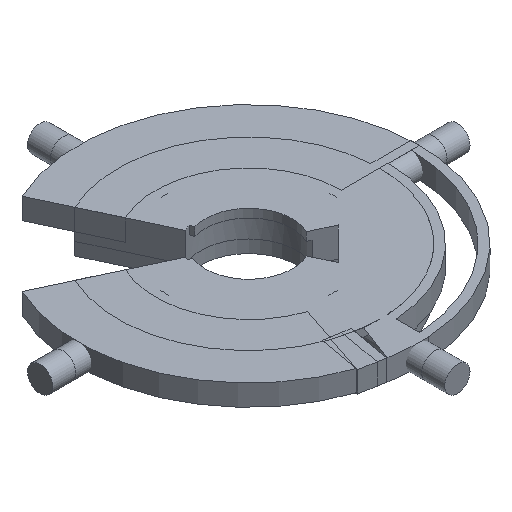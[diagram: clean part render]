
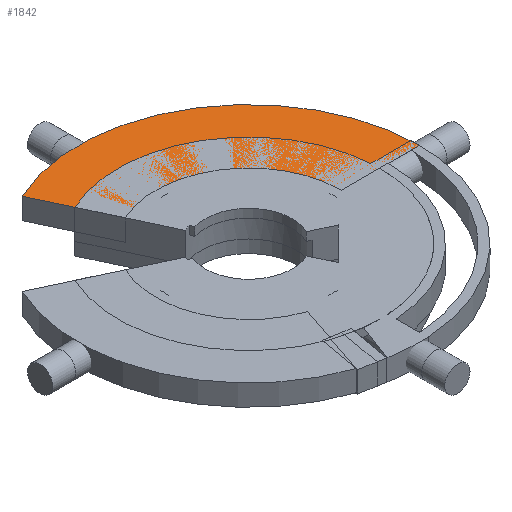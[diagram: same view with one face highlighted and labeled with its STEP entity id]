
A CAD part, isometric view. The second image highlights one B-rep face of the part: STEP entity #1842.
In plain terms, the highlighted planar face has unit normal (0, 0, 1).
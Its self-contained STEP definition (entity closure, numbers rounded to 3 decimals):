
#161=FACE_OUTER_BOUND('',#277,.T.);
#277=EDGE_LOOP('',(#1542,#1543,#1544,#1545));
#354=CIRCLE('',#2024,11.);
#356=CIRCLE('',#2028,20.21);
#511=LINE('',#3010,#698);
#516=LINE('',#3024,#703);
#698=VECTOR('',#2460,10.);
#703=VECTOR('',#2473,10.);
#868=VERTEX_POINT('',#3008);
#869=VERTEX_POINT('',#3009);
#872=VERTEX_POINT('',#3017);
#874=VERTEX_POINT('',#3023);
#1096=EDGE_CURVE('',#868,#869,#511,.T.);
#1100=EDGE_CURVE('',#872,#868,#354,.T.);
#1103=EDGE_CURVE('',#872,#874,#516,.T.);
#1106=EDGE_CURVE('',#874,#869,#356,.T.);
#1542=ORIENTED_EDGE('',*,*,#1106,.T.);
#1543=ORIENTED_EDGE('',*,*,#1096,.F.);
#1544=ORIENTED_EDGE('',*,*,#1100,.F.);
#1545=ORIENTED_EDGE('',*,*,#1103,.T.);
#1739=PLANE('',#2030);
#1842=ADVANCED_FACE('',(#161),#1739,.T.);
#2024=AXIS2_PLACEMENT_3D('',#3018,#2466,#2467);
#2028=AXIS2_PLACEMENT_3D('',#3029,#2478,#2479);
#2030=AXIS2_PLACEMENT_3D('',#3031,#2482,#2483);
#2460=DIRECTION('',(-0.424,0.906,0.));
#2466=DIRECTION('center_axis',(0.,0.,1.));
#2467=DIRECTION('ref_axis',(-1.,0.,0.));
#2473=DIRECTION('',(1.,0.,0.));
#2478=DIRECTION('center_axis',(0.,0.,1.));
#2479=DIRECTION('ref_axis',(-1.,0.,0.));
#2482=DIRECTION('center_axis',(0.,0.,1.));
#2483=DIRECTION('ref_axis',(-1.,0.,0.));
#3008=CARTESIAN_POINT('',(-4.661,9.964,2.));
#3009=CARTESIAN_POINT('',(-8.563,18.306,2.));
#3010=CARTESIAN_POINT('',(0.,0.,2.));
#3017=CARTESIAN_POINT('',(11.,0.,2.));
#3018=CARTESIAN_POINT('Origin',(0.,0.,2.));
#3023=CARTESIAN_POINT('',(20.21,0.,2.));
#3024=CARTESIAN_POINT('',(0.,0.,2.));
#3029=CARTESIAN_POINT('Origin',(0.,0.,2.));
#3031=CARTESIAN_POINT('Origin',(5.823,10.105,2.));
